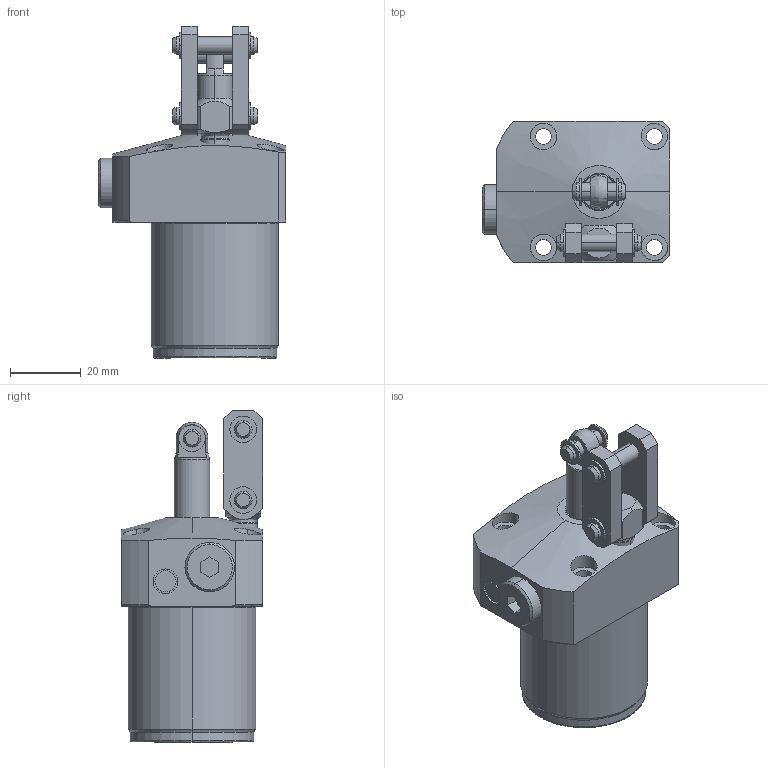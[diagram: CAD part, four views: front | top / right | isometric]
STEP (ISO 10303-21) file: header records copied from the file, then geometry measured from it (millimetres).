
FILE_DESCRIPTION (( 'STEP AP203' ), '1' );
FILE_NAME ('LM0360-CR.STEP', '2019-09-23T09:27:31', ( '微软用户' ), ( '微软中国' ), 'SwSTEP 2.0', 'SolidWorks 2012', '' );
FILE_SCHEMA (( 'CONFIG_CONTROL_DESIGN' ));
Length unit declared in the file: millimetre
Products named in the file (9): LM0360-CR_rev1.sldasm-Part-5; LM0360-CR_rev1.sldasm-Part-4; LM0360-CR_rev1.sldasm-Part-3; LM0360-CR_rev1.sldasm-Part-2; LM0360-CR_rev1.sldasm-Part-1; LM0360-CR; LM0360-CR_rev1.sldasm-Part-8; LM0360-CR_rev1.sldasm-Part-7; LM0360-CR_rev1.sldasm-Part-6
Assembly tree (15 placements, depth 2):
  LM0360-CR
    LM0360-CR_rev1.sldasm-Part-1
    LM0360-CR_rev1.sldasm-Part-2  x6
    LM0360-CR_rev1.sldasm-Part-3  x2
    LM0360-CR_rev1.sldasm-Part-4  x2
    LM0360-CR_rev1.sldasm-Part-5
    LM0360-CR_rev1.sldasm-Part-6
    LM0360-CR_rev1.sldasm-Part-7
    LM0360-CR_rev1.sldasm-Part-8
Bounding box: 53 x 40 x 94 mm (x, y, z)
Volume: 85993.5 mm3; surface area: 19571.6 mm2
Topology: 15 solids, 15 shells, 251 faces, 568 edges, 366 vertices
Faces by surface type: cylinder 121, plane 87, cone 34, bspline 9
Entity records: 7434 total; most frequent: CARTESIAN_POINT 1940, DIRECTION 966, ORIENTED_EDGE 860, EDGE_CURVE 430, AXIS2_PLACEMENT_3D 396, VERTEX_POINT 278, EDGE_LOOP 226, CIRCLE 200
